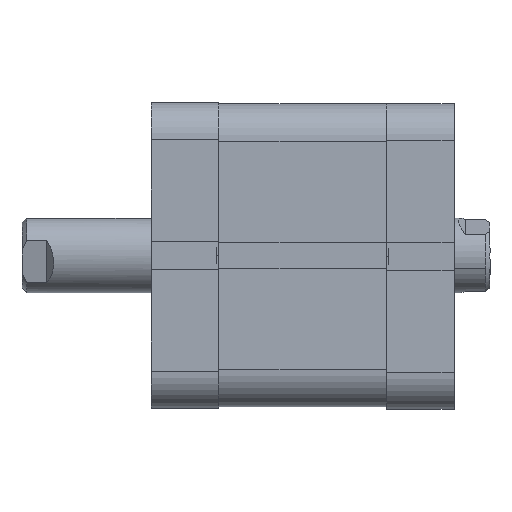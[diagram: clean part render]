
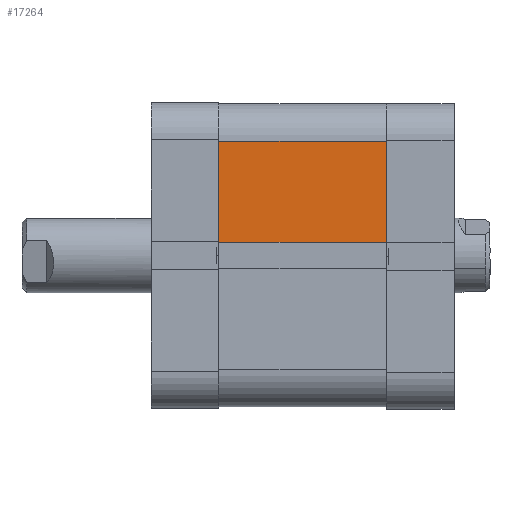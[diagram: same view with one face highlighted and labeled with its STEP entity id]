
A CAD part, front view. The second image highlights one B-rep face of the part: STEP entity #17264.
In plain terms, the highlighted planar face has unit normal (0, -1, 0).
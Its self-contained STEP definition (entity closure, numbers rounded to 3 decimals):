
#1489 = DIRECTION ( 'NONE',  ( 0., 0., -1. ) ) ;
#1832 = LINE ( 'NONE', #15454, #2658 ) ;
#2658 = VECTOR ( 'NONE', #1489, 1000. ) ;
#3180 = CARTESIAN_POINT ( 'NONE',  ( 36., -32.5, 24.5 ) ) ;
#3536 = AXIS2_PLACEMENT_3D ( 'NONE', #19928, #4521, #11372 ) ;
#4521 = DIRECTION ( 'NONE',  ( 0., 1., 0. ) ) ;
#4964 = CARTESIAN_POINT ( 'NONE',  ( 36., -32.5, 24.5 ) ) ;
#5811 = CARTESIAN_POINT ( 'NONE',  ( 0., -32.5, 24.5 ) ) ;
#6356 = DIRECTION ( 'NONE',  ( -1., 0., 0. ) ) ;
#6363 = ORIENTED_EDGE ( 'NONE', *, *, #18818, .T. ) ;
#8532 = VERTEX_POINT ( 'NONE', #19820 ) ;
#8706 = LINE ( 'NONE', #15675, #17946 ) ;
#9569 = EDGE_CURVE ( 'NONE', #20334, #9933, #12094, .T. ) ;
#9933 = VERTEX_POINT ( 'NONE', #20273 ) ;
#10182 = ORIENTED_EDGE ( 'NONE', *, *, #9569, .F. ) ;
#11270 = EDGE_CURVE ( 'NONE', #20176, #8532, #1832, .T. ) ;
#11285 = VECTOR ( 'NONE', #18750, 1000. ) ;
#11372 = DIRECTION ( 'NONE',  ( 0., 0., 1. ) ) ;
#11569 = EDGE_LOOP ( 'NONE', ( #15458, #14207, #10182, #6363 ) ) ;
#12094 = LINE ( 'NONE', #15593, #11285 ) ;
#13060 = PLANE ( 'NONE',  #3536 ) ;
#14207 = ORIENTED_EDGE ( 'NONE', *, *, #17835, .F. ) ;
#15454 = CARTESIAN_POINT ( 'NONE',  ( 0., -32.5, -32.5 ) ) ;
#15458 = ORIENTED_EDGE ( 'NONE', *, *, #11270, .T. ) ;
#15593 = CARTESIAN_POINT ( 'NONE',  ( 36., -32.5, -32.5 ) ) ;
#15675 = CARTESIAN_POINT ( 'NONE',  ( 36.001, -32.5, 2.8 ) ) ;
#17264 = ADVANCED_FACE ( 'NONE', ( #21616 ), #13060, .F. ) ;
#17835 = EDGE_CURVE ( 'NONE', #9933, #8532, #8706, .T. ) ;
#17946 = VECTOR ( 'NONE', #18942, 1000. ) ;
#18750 = DIRECTION ( 'NONE',  ( 0., 0., -1. ) ) ;
#18818 = EDGE_CURVE ( 'NONE', #20334, #20176, #21964, .T. ) ;
#18942 = DIRECTION ( 'NONE',  ( -1., 0., 0. ) ) ;
#19820 = CARTESIAN_POINT ( 'NONE',  ( 0., -32.5, 2.8 ) ) ;
#19928 = CARTESIAN_POINT ( 'NONE',  ( 36., -32.5, -32.5 ) ) ;
#20176 = VERTEX_POINT ( 'NONE', #5811 ) ;
#20273 = CARTESIAN_POINT ( 'NONE',  ( 36., -32.5, 2.8 ) ) ;
#20334 = VERTEX_POINT ( 'NONE', #4964 ) ;
#20829 = VECTOR ( 'NONE', #6356, 1000. ) ;
#21616 = FACE_OUTER_BOUND ( 'NONE', #11569, .T. ) ;
#21964 = LINE ( 'NONE', #3180, #20829 ) ;
